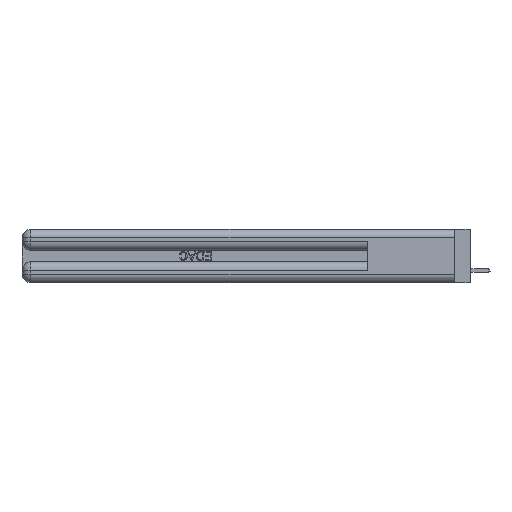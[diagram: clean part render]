
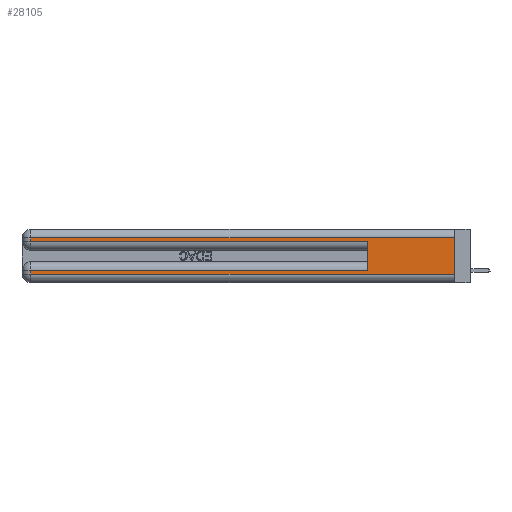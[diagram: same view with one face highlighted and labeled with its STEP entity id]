
A CAD part, left-side view. The second image highlights one B-rep face of the part: STEP entity #28105.
In plain terms, the highlighted planar face has unit normal (-1, 0, 0).
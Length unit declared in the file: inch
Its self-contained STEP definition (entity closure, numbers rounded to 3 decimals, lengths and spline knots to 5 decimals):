
#1463 = DIRECTION ( 'NONE',  ( 0., -1., 0. ) ) ;
#1958 = CARTESIAN_POINT ( 'NONE',  ( 0., 2.94, 0.31 ) ) ;
#1968 = EDGE_LOOP ( 'NONE', ( #37618, #42789, #18482, #5410, #12403, #5787, #18669, #36859 ) ) ;
#2877 = VECTOR ( 'NONE', #11715, 39.37008 ) ;
#4921 = VECTOR ( 'NONE', #15649, 39.37008 ) ;
#5011 = VECTOR ( 'NONE', #25351, 39.37008 ) ;
#5034 = CARTESIAN_POINT ( 'NONE',  ( 0., 2.94, 0.37 ) ) ;
#5145 = CARTESIAN_POINT ( 'NONE',  ( 0., 0., 0.06 ) ) ;
#5292 = CARTESIAN_POINT ( 'NONE',  ( 0., 0., 0.31 ) ) ;
#5410 = ORIENTED_EDGE ( 'NONE', *, *, #35210, .T. ) ;
#5580 = CARTESIAN_POINT ( 'NONE',  ( 0., 2.94, 0.37 ) ) ;
#5787 = ORIENTED_EDGE ( 'NONE', *, *, #28755, .T. ) ;
#6420 = DIRECTION ( 'NONE',  ( 1., 0., 0. ) ) ;
#6890 = LINE ( 'NONE', #23654, #32381 ) ;
#8485 = EDGE_CURVE ( 'NONE', #8897, #36496, #9602, .T. ) ;
#8897 = VERTEX_POINT ( 'NONE', #1958 ) ;
#9164 = VECTOR ( 'NONE', #1463, 39.37008 ) ;
#9602 = LINE ( 'NONE', #5580, #35026 ) ;
#9692 = LINE ( 'NONE', #31718, #27313 ) ;
#9772 = CARTESIAN_POINT ( 'NONE',  ( 0., 0., 0.37 ) ) ;
#10462 = VERTEX_POINT ( 'NONE', #30488 ) ;
#11715 = DIRECTION ( 'NONE',  ( 0., 0., -1. ) ) ;
#12403 = ORIENTED_EDGE ( 'NONE', *, *, #13600, .F. ) ;
#12453 = VERTEX_POINT ( 'NONE', #23565 ) ;
#12474 = CARTESIAN_POINT ( 'NONE',  ( 0., 2.94, 0.285 ) ) ;
#13166 = FACE_OUTER_BOUND ( 'NONE', #1968, .T. ) ;
#13600 = EDGE_CURVE ( 'NONE', #41685, #39774, #20140, .T. ) ;
#14301 = LINE ( 'NONE', #5145, #9164 ) ;
#14607 = EDGE_CURVE ( 'NONE', #20165, #12453, #14301, .T. ) ;
#14665 = EDGE_CURVE ( 'NONE', #10462, #8897, #31447, .T. ) ;
#15184 = DIRECTION ( 'NONE',  ( 0., -1., 0. ) ) ;
#15649 = DIRECTION ( 'NONE',  ( 0., 1., 0. ) ) ;
#15994 = CARTESIAN_POINT ( 'NONE',  ( 0., 2.94, 0.085 ) ) ;
#17458 = EDGE_CURVE ( 'NONE', #10462, #12453, #31122, .T. ) ;
#18255 = CARTESIAN_POINT ( 'NONE',  ( 0., 0., 0.37 ) ) ;
#18482 = ORIENTED_EDGE ( 'NONE', *, *, #8485, .T. ) ;
#18669 = ORIENTED_EDGE ( 'NONE', *, *, #42751, .T. ) ;
#18700 = DIRECTION ( 'NONE',  ( 0., 0., -1. ) ) ;
#19341 = CARTESIAN_POINT ( 'NONE',  ( 0., 0.6, 0.285 ) ) ;
#19798 = DIRECTION ( 'NONE',  ( 0., 0., -1. ) ) ;
#20140 = LINE ( 'NONE', #37930, #5011 ) ;
#20165 = VERTEX_POINT ( 'NONE', #23296 ) ;
#20592 = DIRECTION ( 'NONE',  ( 0., 1., 0. ) ) ;
#23296 = CARTESIAN_POINT ( 'NONE',  ( 0., 2.94, 0.06 ) ) ;
#23565 = CARTESIAN_POINT ( 'NONE',  ( 0., 0., 0.06 ) ) ;
#23654 = CARTESIAN_POINT ( 'NONE',  ( 0., 0., 0.085 ) ) ;
#24726 = LINE ( 'NONE', #5034, #2877 ) ;
#25351 = DIRECTION ( 'NONE',  ( 0., 0., 1. ) ) ;
#27313 = VECTOR ( 'NONE', #15184, 39.37008 ) ;
#28105 = ADVANCED_FACE ( 'NONE', ( #13166 ), #36718, .F. ) ;
#28755 = EDGE_CURVE ( 'NONE', #41685, #39742, #6890, .T. ) ;
#29845 = CARTESIAN_POINT ( 'NONE',  ( 0., 0.6, 0.085 ) ) ;
#30488 = CARTESIAN_POINT ( 'NONE',  ( 0., 0., 0.31 ) ) ;
#31122 = LINE ( 'NONE', #18255, #32692 ) ;
#31447 = LINE ( 'NONE', #5292, #4921 ) ;
#31718 = CARTESIAN_POINT ( 'NONE',  ( 0., 0., 0.285 ) ) ;
#32381 = VECTOR ( 'NONE', #20592, 39.37008 ) ;
#32692 = VECTOR ( 'NONE', #18700, 39.37008 ) ;
#34895 = DIRECTION ( 'NONE',  ( 0., 0., -1. ) ) ;
#35026 = VECTOR ( 'NONE', #34895, 39.37008 ) ;
#35210 = EDGE_CURVE ( 'NONE', #36496, #39774, #9692, .T. ) ;
#36229 = AXIS2_PLACEMENT_3D ( 'NONE', #9772, #6420, #19798 ) ;
#36496 = VERTEX_POINT ( 'NONE', #12474 ) ;
#36718 = PLANE ( 'NONE',  #36229 ) ;
#36859 = ORIENTED_EDGE ( 'NONE', *, *, #14607, .T. ) ;
#37618 = ORIENTED_EDGE ( 'NONE', *, *, #17458, .F. ) ;
#37930 = CARTESIAN_POINT ( 'NONE',  ( 0., 0.6, 0.145 ) ) ;
#39742 = VERTEX_POINT ( 'NONE', #15994 ) ;
#39774 = VERTEX_POINT ( 'NONE', #19341 ) ;
#41685 = VERTEX_POINT ( 'NONE', #29845 ) ;
#42751 = EDGE_CURVE ( 'NONE', #39742, #20165, #24726, .T. ) ;
#42789 = ORIENTED_EDGE ( 'NONE', *, *, #14665, .T. ) ;
